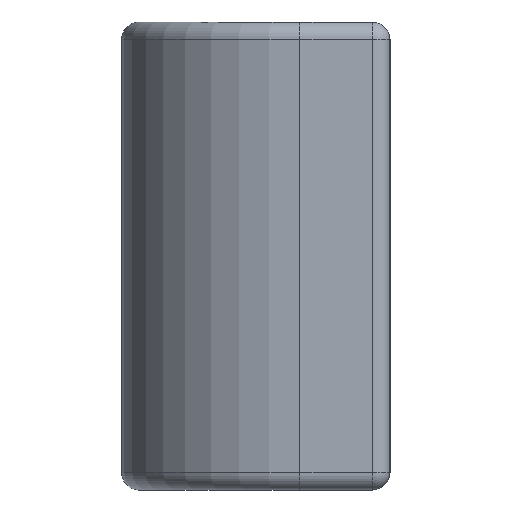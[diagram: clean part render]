
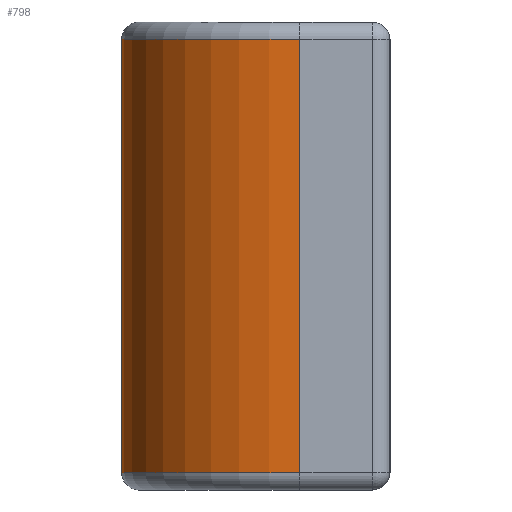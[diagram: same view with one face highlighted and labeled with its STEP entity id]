
A CAD part, left-side view. The second image highlights one B-rep face of the part: STEP entity #798.
In plain terms, the highlighted cylindrical face has radius 7.836 mm (diameter 15.672 mm), a partial arc.
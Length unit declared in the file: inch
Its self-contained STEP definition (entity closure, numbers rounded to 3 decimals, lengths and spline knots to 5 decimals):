
#46 = CYLINDRICAL_SURFACE ( 'NONE', #2618, 0.3085 ) ;
#249 = AXIS2_PLACEMENT_3D ( 'NONE', #2857, #1229, #3138 ) ;
#301 = CIRCLE ( 'NONE', #1900, 0.3085 ) ;
#521 = CARTESIAN_POINT ( 'NONE',  ( -0.687, 0.1565, -0.375 ) ) ;
#763 = VECTOR ( 'NONE', #2675, 39.37008 ) ;
#785 = DIRECTION ( 'NONE',  ( 1., 0., 0. ) ) ;
#788 = EDGE_LOOP ( 'NONE', ( #1488, #999, #1357, #1691 ) ) ;
#798 = ADVANCED_FACE ( 'NONE', ( #3471 ), #46, .T. ) ;
#799 = CIRCLE ( 'NONE', #249, 0.3085 ) ;
#850 = LINE ( 'NONE', #2420, #763 ) ;
#999 = ORIENTED_EDGE ( 'NONE', *, *, #2776, .T. ) ;
#1031 = LINE ( 'NONE', #2945, #3129 ) ;
#1076 = VERTEX_POINT ( 'NONE', #1485 ) ;
#1120 = VERTEX_POINT ( 'NONE', #1535 ) ;
#1187 = DIRECTION ( 'NONE',  ( 1., 0., 0. ) ) ;
#1229 = DIRECTION ( 'NONE',  ( 0., 0., 1. ) ) ;
#1317 = DIRECTION ( 'NONE',  ( 0., 0., -1. ) ) ;
#1357 = ORIENTED_EDGE ( 'NONE', *, *, #3554, .F. ) ;
#1485 = CARTESIAN_POINT ( 'NONE',  ( -0.9955, 0.1565, 0.375 ) ) ;
#1488 = ORIENTED_EDGE ( 'NONE', *, *, #1670, .T. ) ;
#1535 = CARTESIAN_POINT ( 'NONE',  ( -0.3785, 0.1565, 0.375 ) ) ;
#1670 = EDGE_CURVE ( 'NONE', #1120, #2518, #1031, .T. ) ;
#1691 = ORIENTED_EDGE ( 'NONE', *, *, #2483, .F. ) ;
#1900 = AXIS2_PLACEMENT_3D ( 'NONE', #521, #2448, #785 ) ;
#2320 = CARTESIAN_POINT ( 'NONE',  ( -0.3785, 0.1565, -0.375 ) ) ;
#2420 = CARTESIAN_POINT ( 'NONE',  ( -0.9955, 0.1565, 0.375 ) ) ;
#2448 = DIRECTION ( 'NONE',  ( 0., 0., 1. ) ) ;
#2483 = EDGE_CURVE ( 'NONE', #1120, #1076, #799, .T. ) ;
#2518 = VERTEX_POINT ( 'NONE', #2320 ) ;
#2618 = AXIS2_PLACEMENT_3D ( 'NONE', #3076, #3353, #1187 ) ;
#2675 = DIRECTION ( 'NONE',  ( 0., 0., -1. ) ) ;
#2776 = EDGE_CURVE ( 'NONE', #2518, #3444, #301, .T. ) ;
#2857 = CARTESIAN_POINT ( 'NONE',  ( -0.687, 0.1565, 0.375 ) ) ;
#2945 = CARTESIAN_POINT ( 'NONE',  ( -0.3785, 0.1565, 0.375 ) ) ;
#3076 = CARTESIAN_POINT ( 'NONE',  ( -0.687, 0.1565, 0. ) ) ;
#3129 = VECTOR ( 'NONE', #1317, 39.37008 ) ;
#3138 = DIRECTION ( 'NONE',  ( 1., 0., 0. ) ) ;
#3145 = CARTESIAN_POINT ( 'NONE',  ( -0.9955, 0.1565, -0.375 ) ) ;
#3353 = DIRECTION ( 'NONE',  ( 0., 0., 1. ) ) ;
#3444 = VERTEX_POINT ( 'NONE', #3145 ) ;
#3471 = FACE_OUTER_BOUND ( 'NONE', #788, .T. ) ;
#3554 = EDGE_CURVE ( 'NONE', #1076, #3444, #850, .T. ) ;
